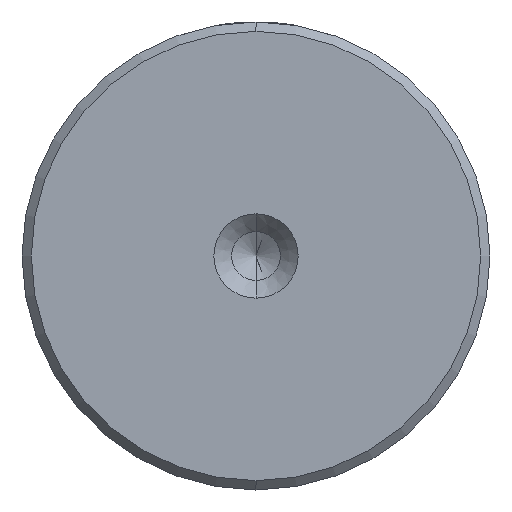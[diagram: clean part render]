
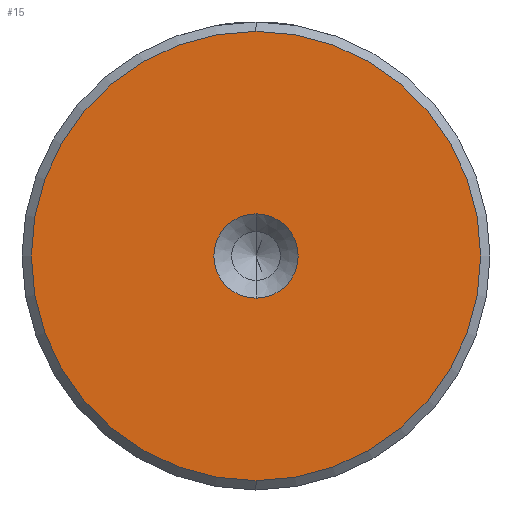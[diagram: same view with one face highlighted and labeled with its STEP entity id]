
A CAD part, left-side view. The second image highlights one B-rep face of the part: STEP entity #15.
In plain terms, the highlighted planar face has unit normal (-1, 0, 0).
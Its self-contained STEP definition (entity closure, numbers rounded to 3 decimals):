
#15 = ADVANCED_FACE ( 'NONE', ( #1928, #109 ), #465, .T. ) ;
#109 = FACE_BOUND ( 'NONE', #422, .T. ) ;
#216 = AXIS2_PLACEMENT_3D ( 'NONE', #2027, #1872, #1854 ) ;
#245 = DIRECTION ( 'NONE',  ( -1., 0., 0. ) ) ;
#328 = CIRCLE ( 'NONE', #2036, 2.25 ) ;
#331 = CARTESIAN_POINT ( 'NONE',  ( 0., 0., 0. ) ) ;
#422 = EDGE_LOOP ( 'NONE', ( #1387, #573 ) ) ;
#426 = EDGE_CURVE ( 'NONE', #2256, #745, #910, .T. ) ;
#448 = DIRECTION ( 'NONE',  ( 0., 0., 1. ) ) ;
#456 = DIRECTION ( 'NONE',  ( -1., 0., 0. ) ) ;
#465 = PLANE ( 'NONE',  #638 ) ;
#526 = DIRECTION ( 'NONE',  ( 0., 0., 1. ) ) ;
#547 = DIRECTION ( 'NONE',  ( -1., 0., 0. ) ) ;
#573 = ORIENTED_EDGE ( 'NONE', *, *, #426, .F. ) ;
#638 = AXIS2_PLACEMENT_3D ( 'NONE', #331, #547, #526 ) ;
#647 = CARTESIAN_POINT ( 'NONE',  ( 0., 0., 0. ) ) ;
#660 = CARTESIAN_POINT ( 'NONE',  ( 0., 0., -12. ) ) ;
#702 = CIRCLE ( 'NONE', #1421, 12. ) ;
#742 = CARTESIAN_POINT ( 'NONE',  ( 0., 0., 0. ) ) ;
#745 = VERTEX_POINT ( 'NONE', #1668 ) ;
#903 = VERTEX_POINT ( 'NONE', #1871 ) ;
#910 = CIRCLE ( 'NONE', #216, 2.25 ) ;
#911 = EDGE_CURVE ( 'NONE', #1359, #903, #1080, .T. ) ;
#914 = DIRECTION ( 'NONE',  ( 0., 0., 1. ) ) ;
#1059 = ORIENTED_EDGE ( 'NONE', *, *, #911, .T. ) ;
#1080 = CIRCLE ( 'NONE', #2161, 12. ) ;
#1098 = EDGE_CURVE ( 'NONE', #903, #1359, #702, .T. ) ;
#1252 = CARTESIAN_POINT ( 'NONE',  ( 0., 0., -2.25 ) ) ;
#1286 = CARTESIAN_POINT ( 'NONE',  ( 0., 0., 0. ) ) ;
#1288 = ORIENTED_EDGE ( 'NONE', *, *, #1098, .T. ) ;
#1359 = VERTEX_POINT ( 'NONE', #660 ) ;
#1387 = ORIENTED_EDGE ( 'NONE', *, *, #1969, .F. ) ;
#1421 = AXIS2_PLACEMENT_3D ( 'NONE', #1286, #245, #1469 ) ;
#1469 = DIRECTION ( 'NONE',  ( 0., 0., 1. ) ) ;
#1668 = CARTESIAN_POINT ( 'NONE',  ( 0., 0., 2.25 ) ) ;
#1854 = DIRECTION ( 'NONE',  ( 0., 0., 1. ) ) ;
#1871 = CARTESIAN_POINT ( 'NONE',  ( 0., 0., 12. ) ) ;
#1872 = DIRECTION ( 'NONE',  ( -1., 0., 0. ) ) ;
#1928 = FACE_OUTER_BOUND ( 'NONE', #2214, .T. ) ;
#1965 = DIRECTION ( 'NONE',  ( -1., 0., 0. ) ) ;
#1969 = EDGE_CURVE ( 'NONE', #745, #2256, #328, .T. ) ;
#2027 = CARTESIAN_POINT ( 'NONE',  ( 0., 0., 0. ) ) ;
#2036 = AXIS2_PLACEMENT_3D ( 'NONE', #742, #1965, #914 ) ;
#2161 = AXIS2_PLACEMENT_3D ( 'NONE', #647, #456, #448 ) ;
#2214 = EDGE_LOOP ( 'NONE', ( #1059, #1288 ) ) ;
#2256 = VERTEX_POINT ( 'NONE', #1252 ) ;
